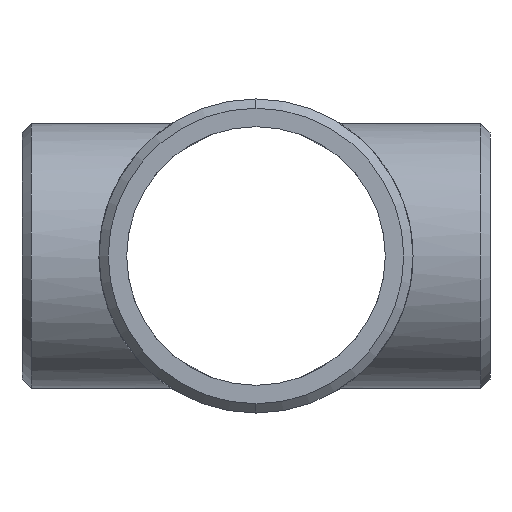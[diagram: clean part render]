
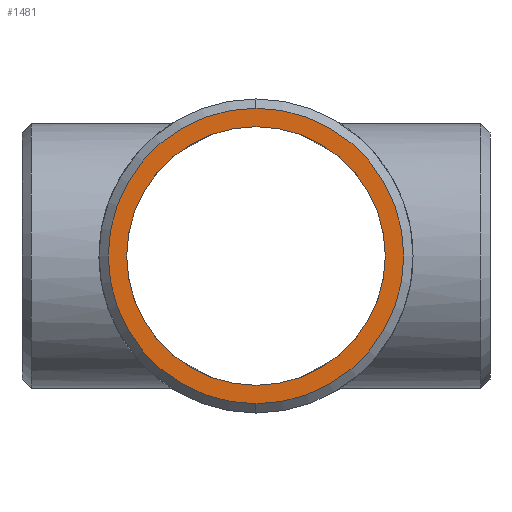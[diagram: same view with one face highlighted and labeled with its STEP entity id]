
A CAD part, left-side view. The second image highlights one B-rep face of the part: STEP entity #1481.
In plain terms, the highlighted planar face has unit normal (-1, 0, 0).
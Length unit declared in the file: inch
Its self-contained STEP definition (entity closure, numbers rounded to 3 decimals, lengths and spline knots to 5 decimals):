
#17 = CIRCLE ( 'NONE', #904, 5.25 ) ;
#25 = CARTESIAN_POINT ( 'NONE',  ( -10., 0., 0. ) ) ;
#37 = ORIENTED_EDGE ( 'NONE', *, *, #340, .T. ) ;
#48 = CIRCLE ( 'NONE', #938, 5.25 ) ;
#67 = VERTEX_POINT ( 'NONE', #243 ) ;
#71 = ORIENTED_EDGE ( 'NONE', *, *, #635, .T. ) ;
#73 = DIRECTION ( 'NONE',  ( 1., 0., 0. ) ) ;
#152 = DIRECTION ( 'NONE',  ( 0., 0., 1. ) ) ;
#233 = CARTESIAN_POINT ( 'NONE',  ( -10., 0., 0. ) ) ;
#243 = CARTESIAN_POINT ( 'NONE',  ( -10., 0., 6. ) ) ;
#264 = DIRECTION ( 'NONE',  ( 1., 0., 0. ) ) ;
#275 = VERTEX_POINT ( 'NONE', #1532 ) ;
#340 = EDGE_CURVE ( 'NONE', #275, #1424, #48, .T. ) ;
#428 = ORIENTED_EDGE ( 'NONE', *, *, #432, .T. ) ;
#432 = EDGE_CURVE ( 'NONE', #67, #706, #1065, .T. ) ;
#486 = DIRECTION ( 'NONE',  ( 0., 0., 1. ) ) ;
#563 = CARTESIAN_POINT ( 'NONE',  ( -10., 0., 0. ) ) ;
#635 = EDGE_CURVE ( 'NONE', #706, #67, #723, .T. ) ;
#646 = PLANE ( 'NONE',  #1410 ) ;
#653 = FACE_OUTER_BOUND ( 'NONE', #905, .T. ) ;
#706 = VERTEX_POINT ( 'NONE', #1401 ) ;
#709 = CARTESIAN_POINT ( 'NONE',  ( -10., 0., 5.25 ) ) ;
#723 = CIRCLE ( 'NONE', #1432, 6. ) ;
#746 = AXIS2_PLACEMENT_3D ( 'NONE', #563, #828, #1320 ) ;
#778 = DIRECTION ( 'NONE',  ( 0., 0., -1. ) ) ;
#828 = DIRECTION ( 'NONE',  ( -1., 0., 0. ) ) ;
#845 = DIRECTION ( 'NONE',  ( -1., 0., 0. ) ) ;
#904 = AXIS2_PLACEMENT_3D ( 'NONE', #25, #264, #152 ) ;
#905 = EDGE_LOOP ( 'NONE', ( #71, #428 ) ) ;
#938 = AXIS2_PLACEMENT_3D ( 'NONE', #1154, #73, #1196 ) ;
#1065 = CIRCLE ( 'NONE', #746, 6. ) ;
#1154 = CARTESIAN_POINT ( 'NONE',  ( -10., 0., 0. ) ) ;
#1196 = DIRECTION ( 'NONE',  ( 0., 0., 1. ) ) ;
#1217 = EDGE_CURVE ( 'NONE', #1424, #275, #17, .T. ) ;
#1250 = FACE_BOUND ( 'NONE', #1292, .T. ) ;
#1292 = EDGE_LOOP ( 'NONE', ( #1302, #37 ) ) ;
#1302 = ORIENTED_EDGE ( 'NONE', *, *, #1217, .T. ) ;
#1320 = DIRECTION ( 'NONE',  ( 0., 0., 1. ) ) ;
#1355 = DIRECTION ( 'NONE',  ( -1., 0., 0. ) ) ;
#1401 = CARTESIAN_POINT ( 'NONE',  ( -10., 0., -6. ) ) ;
#1410 = AXIS2_PLACEMENT_3D ( 'NONE', #1491, #1355, #778 ) ;
#1424 = VERTEX_POINT ( 'NONE', #709 ) ;
#1432 = AXIS2_PLACEMENT_3D ( 'NONE', #233, #845, #486 ) ;
#1481 = ADVANCED_FACE ( 'NONE', ( #653, #1250 ), #646, .T. ) ;
#1491 = CARTESIAN_POINT ( 'NONE',  ( -10., 0., 0. ) ) ;
#1532 = CARTESIAN_POINT ( 'NONE',  ( -10., 0., -5.25 ) ) ;
